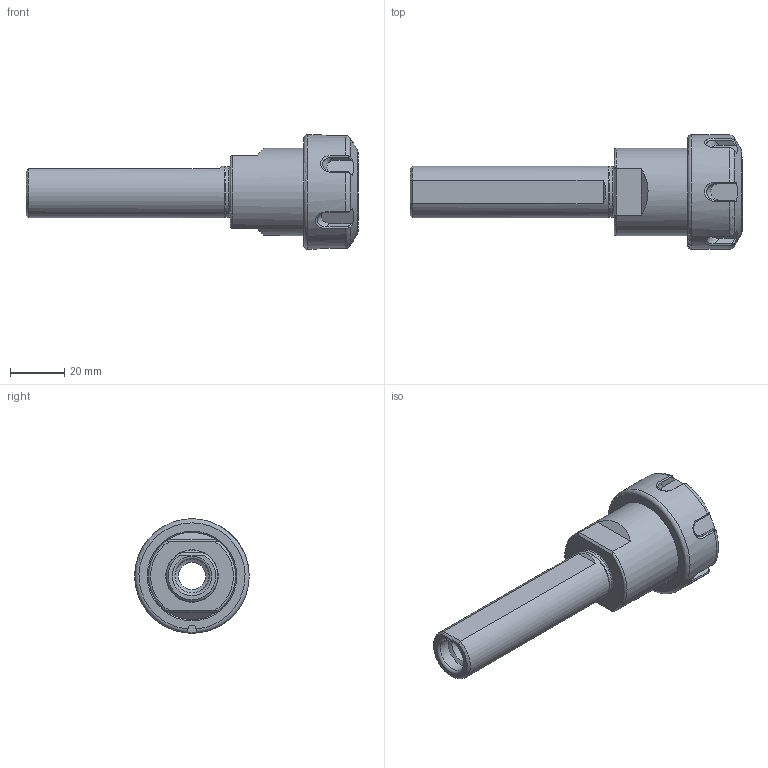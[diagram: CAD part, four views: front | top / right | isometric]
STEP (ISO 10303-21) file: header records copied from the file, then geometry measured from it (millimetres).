
FILE_DESCRIPTION(/* description */ (''),/* implementation_level */ '2;1');
FILE_NAME(/* name */ 'SL075-ER25-0295.stp',/* time_stamp */ '2024-06-05T17:38:05+08:00',/* author */ ('Administrator'),/* organization */ (''),/* preprocessor_version */ 'ST-DEVELOPER v20',/* originating_system */ 'Autodesk Inventor 2025',/* authorisation */ '');
FILE_SCHEMA (('AUTOMOTIVE_DESIGN { 1 0 10303 214 3 1 1 }'));
Length unit declared in the file: millimetre
Products named in the file (3): SL075-ER25-0295; SL075-ER25-0295_1; ER25UM   单偏心压帽
Assembly tree (2 placements, depth 2):
  SL075-ER25-0295
    SL075-ER25-0295_1
    ER25UM   单偏心压帽
Bounding box: 121.93 x 42 x 42 mm (x, y, z)
Volume: 42736.4 mm3; surface area: 19885.7 mm2
Topology: 2 solids, 2 shells, 150 faces, 390 edges, 246 vertices
Faces by surface type: bspline 60, plane 50, torus 14, cylinder 13, cone 13
Full cylindrical faces by diameter (mm): 10 x1, 10.917 x1, 12.5 x1, 18 x1, 18.45 x1, 19.05 x1, 20.7 x1, 25.75 x1, 30.5 x1, 32 x1, 33 x1, 42 x1
Entity records: 6251 total; most frequent: CARTESIAN_POINT 2901, ORIENTED_EDGE 780, DIRECTION 515, EDGE_CURVE 390, VERTEX_POINT 246, AXIS2_PLACEMENT_3D 182, EDGE_LOOP 156, LINE 151
